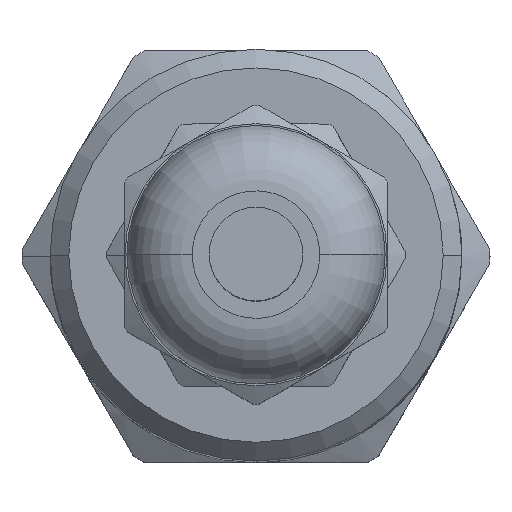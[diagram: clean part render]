
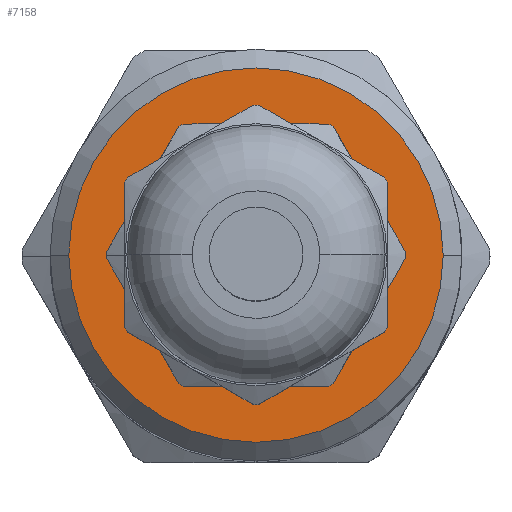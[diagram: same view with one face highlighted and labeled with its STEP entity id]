
A CAD part, top view. The second image highlights one B-rep face of the part: STEP entity #7158.
In plain terms, the highlighted face is planar.
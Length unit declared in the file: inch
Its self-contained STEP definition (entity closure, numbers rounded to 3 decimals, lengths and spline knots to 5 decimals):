
#601 = ORIENTED_EDGE ( 'NONE', *, *, #2469, .T. ) ;
#798 = CARTESIAN_POINT ( 'NONE',  ( 0., 0.05906, 0.23622 ) ) ;
#1381 = CIRCLE ( 'NONE', #9770, 0.23622 ) ;
#1509 = VERTEX_POINT ( 'NONE', #5523 ) ;
#1684 = FACE_OUTER_BOUND ( 'NONE', #9302, .T. ) ;
#1798 = CARTESIAN_POINT ( 'NONE',  ( 0., 0.05906, 0. ) ) ;
#2001 = DIRECTION ( 'NONE',  ( 0., -1., 0. ) ) ;
#2094 = ORIENTED_EDGE ( 'NONE', *, *, #6575, .T. ) ;
#2292 = CIRCLE ( 'NONE', #8158, 0.23622 ) ;
#2469 = EDGE_CURVE ( 'NONE', #5759, #3086, #2292, .T. ) ;
#2475 = CARTESIAN_POINT ( 'NONE',  ( 0., 0.05906, -0.23622 ) ) ;
#3001 = DIRECTION ( 'NONE',  ( 0., 1., 0. ) ) ;
#3086 = VERTEX_POINT ( 'NONE', #798 ) ;
#3160 = DIRECTION ( 'NONE',  ( 0., 1., 0. ) ) ;
#3521 = DIRECTION ( 'NONE',  ( 0., 0., 1. ) ) ;
#3587 = CIRCLE ( 'NONE', #6091, 0.3937 ) ;
#3737 = ORIENTED_EDGE ( 'NONE', *, *, #8054, .T. ) ;
#4060 = DIRECTION ( 'NONE',  ( 0., 0., 1. ) ) ;
#4685 = CARTESIAN_POINT ( 'NONE',  ( 0., 0.05906, 0. ) ) ;
#4903 = PLANE ( 'NONE',  #9946 ) ;
#5462 = EDGE_CURVE ( 'NONE', #5964, #1509, #3587, .T. ) ;
#5523 = CARTESIAN_POINT ( 'NONE',  ( -0.3937, 0.05906, 0. ) ) ;
#5759 = VERTEX_POINT ( 'NONE', #2475 ) ;
#5785 = FACE_BOUND ( 'NONE', #9766, .T. ) ;
#5964 = VERTEX_POINT ( 'NONE', #8542 ) ;
#6091 = AXIS2_PLACEMENT_3D ( 'NONE', #10346, #3160, #7547 ) ;
#6180 = DIRECTION ( 'NONE',  ( 0., 0., 1. ) ) ;
#6575 = EDGE_CURVE ( 'NONE', #1509, #5964, #6586, .T. ) ;
#6586 = CIRCLE ( 'NONE', #7094, 0.3937 ) ;
#6880 = DIRECTION ( 'NONE',  ( 1., 0., 0. ) ) ;
#7094 = AXIS2_PLACEMENT_3D ( 'NONE', #9223, #3001, #6880 ) ;
#7158 = ADVANCED_FACE ( 'NONE', ( #5785, #1684 ), #4903, .T. ) ;
#7547 = DIRECTION ( 'NONE',  ( 1., 0., 0. ) ) ;
#8039 = DIRECTION ( 'NONE',  ( 0., 1., 0. ) ) ;
#8054 = EDGE_CURVE ( 'NONE', #3086, #5759, #1381, .T. ) ;
#8158 = AXIS2_PLACEMENT_3D ( 'NONE', #4685, #8601, #6180 ) ;
#8542 = CARTESIAN_POINT ( 'NONE',  ( 0.3937, 0.05906, 0. ) ) ;
#8601 = DIRECTION ( 'NONE',  ( 0., -1., 0. ) ) ;
#9223 = CARTESIAN_POINT ( 'NONE',  ( 0., 0.05906, 0. ) ) ;
#9302 = EDGE_LOOP ( 'NONE', ( #9876, #2094 ) ) ;
#9328 = CARTESIAN_POINT ( 'NONE',  ( 0., 0.05906, 0. ) ) ;
#9766 = EDGE_LOOP ( 'NONE', ( #3737, #601 ) ) ;
#9770 = AXIS2_PLACEMENT_3D ( 'NONE', #9328, #2001, #3521 ) ;
#9876 = ORIENTED_EDGE ( 'NONE', *, *, #5462, .T. ) ;
#9946 = AXIS2_PLACEMENT_3D ( 'NONE', #1798, #8039, #4060 ) ;
#10346 = CARTESIAN_POINT ( 'NONE',  ( 0., 0.05906, 0. ) ) ;
